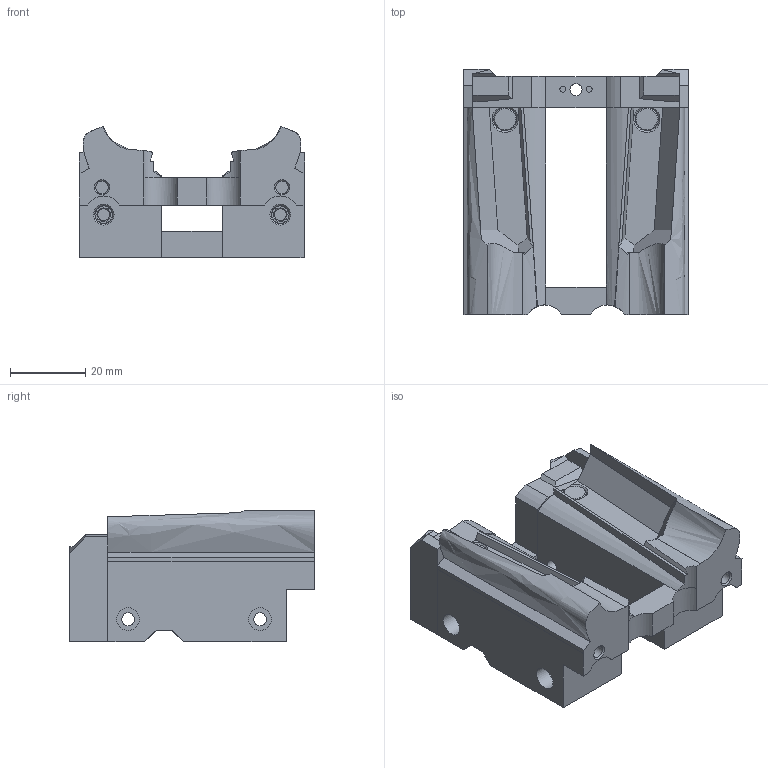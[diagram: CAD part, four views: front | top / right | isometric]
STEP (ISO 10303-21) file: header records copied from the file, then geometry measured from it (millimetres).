
FILE_DESCRIPTION(/* description */ (''),/* implementation_level */ '2;1');
FILE_NAME(/* name */ 'Base - Yavoth.step',/* time_stamp */ '2025-11-08T15:19:37+11:00',/* author */ (''),/* organization */ (''),/* preprocessor_version */ 'ST-DEVELOPER v20.1',/* originating_system */ 'Autodesk Translation Framework v14.21.0.0',/* authorisation */ '');
FILE_SCHEMA (('AUTOMOTIVE_DESIGN { 1 0 10303 214 3 1 1 }'));
Length unit declared in the file: millimetre
Products named in the file (10): Dock; Heat Inserts; Link Inserts; M3 Threaded Insert (3) (8) (1); Yavoth Magnets; 6x3mm Magnet (1) (1); 6x3mm Magnet (2); M3 Threaded Insert (3) (8) (1)_1; Base (1) (1); Back (5) (1)
Assembly tree (14 placements, depth 3):
  Dock
    Heat Inserts
      M3 Threaded Insert (3) (8) (1)  x4
    Link Inserts
      M3 Threaded Insert (3) (8) (1)  x2
    Yavoth Magnets
      6x3mm Magnet (1) (1)
      6x3mm Magnet (2)
    M3 Threaded Insert (3) (8) (1)_1
    Base (1) (1)
    Back (5) (1)
Bounding box: 60 x 65.3 x 35.03 mm (x, y, z)
Volume: 65314.2 mm3; surface area: 23352.6 mm2
Topology: 11 solids, 11 shells, 1169 faces, 3279 edges, 2169 vertices
Faces by surface type: bspline 561, cylinder 262, plane 222, cone 124
Full cylindrical faces by diameter (mm): 1.6 x2, 3.2 x8, 3.3 x2, 3.4 x4, 4.1 x7, 4.25 x14, 4.7 x7, 6 x4, 6.1 x4
Entity records: 28109 total; most frequent: CARTESIAN_POINT 15411, ORIENTED_EDGE 2858, DIRECTION 2245, EDGE_CURVE 1429, VERTEX_POINT 939, AXIS2_PLACEMENT_3D 849, EDGE_LOOP 562, LINE 547
